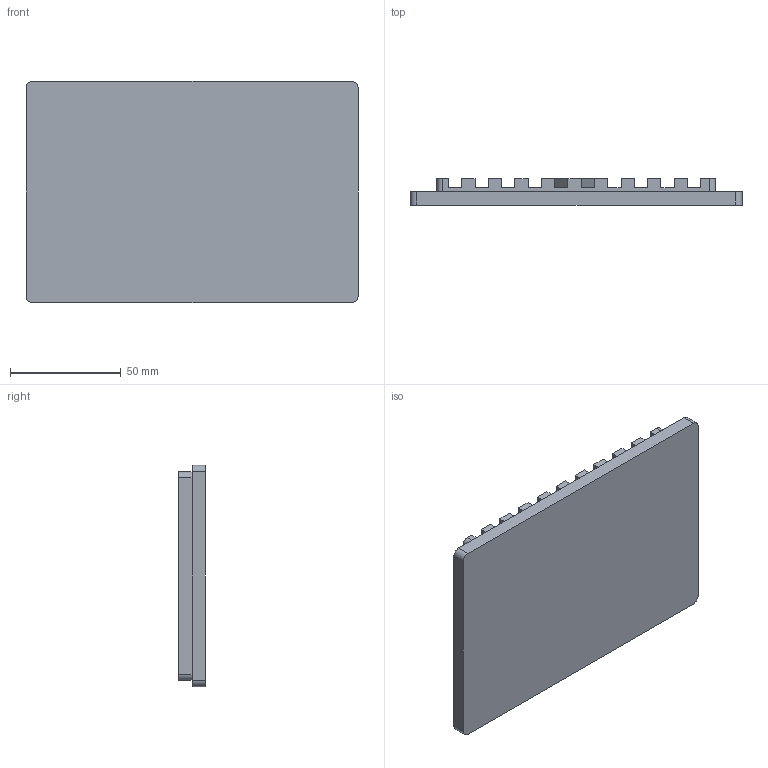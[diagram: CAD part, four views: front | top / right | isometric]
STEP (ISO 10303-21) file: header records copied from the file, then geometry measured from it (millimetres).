
FILE_DESCRIPTION (( 'STEP AP203' ), '1' );
FILE_NAME ('Infinity skinkindof.STEP', '2020-12-07T02:12:58', ( '' ), ( '' ), 'SwSTEP 2.0', 'SolidWorks 2019', '' );
FILE_SCHEMA (( 'CONFIG_CONTROL_DESIGN' ));
Length unit declared in the file: millimetre
Products named in the file (1): Infinity skinkindof
Bounding box: 150 x 12 x 100 mm (x, y, z)
Volume: 137854.5 mm3; surface area: 42991.5 mm2
Topology: 1 solids, 1 shells, 63 faces, 180 edges, 120 vertices
Faces by surface type: plane 55, cylinder 8
Entity records: 2107 total; most frequent: CARTESIAN_POINT 364, ORIENTED_EDGE 360, DIRECTION 324, EDGE_CURVE 180, VECTOR 164, LINE 164, VERTEX_POINT 120, AXIS2_PLACEMENT_3D 80
